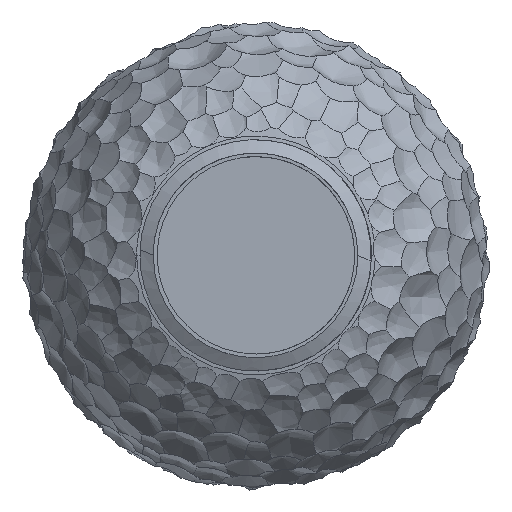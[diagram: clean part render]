
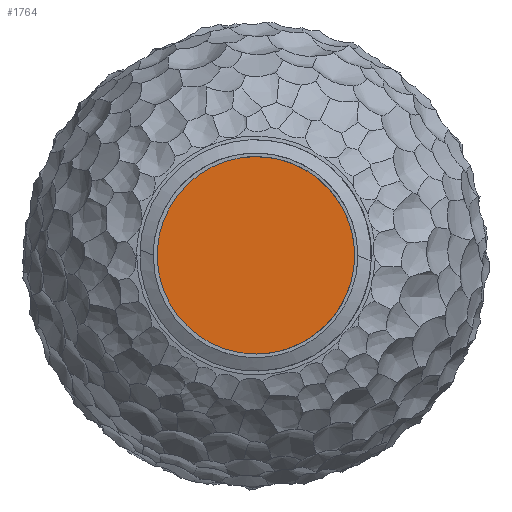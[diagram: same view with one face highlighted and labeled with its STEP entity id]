
A CAD part, top view. The second image highlights one B-rep face of the part: STEP entity #1764.
In plain terms, the highlighted planar face has unit normal (0, 0, 1).
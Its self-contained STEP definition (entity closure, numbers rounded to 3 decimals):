
#25=PLANE('',#12979);
#1764=ADVANCED_FACE('',(#2185),#25,.T.);
#2185=FACE_OUTER_BOUND('',#2607,.T.);
#2607=EDGE_LOOP('',(#5098));
#5098=ORIENTED_EDGE('',*,*,#7589,.F.);
#7589=EDGE_CURVE('',#12561,#12561,#7635,.T.);
#7635=(
BOUNDED_CURVE()
B_SPLINE_CURVE(2,(#64679,#64680,#64681,#64682,#64683,#64684,#64685,#64686,
#64687),.UNSPECIFIED.,.T.,.F.)
B_SPLINE_CURVE_WITH_KNOTS((3,2,2,2,3),(-201.062,-150.796,
-100.531,-50.265,0.),.UNSPECIFIED.)
CURVE()
GEOMETRIC_REPRESENTATION_ITEM()
RATIONAL_B_SPLINE_CURVE((1.,0.707,1.,0.707,1.,0.707,
1.,0.707,1.))
REPRESENTATION_ITEM('')
);
#12561=VERTEX_POINT('',#64678);
#12979=AXIS2_PLACEMENT_3D('',#64677,#12989,$);
#12989=DIRECTION('',(0.,0.,1.));
#64677=CARTESIAN_POINT('',(24.619,64.343,89.201));
#64678=CARTESIAN_POINT('',(100.01,-85.07,89.201));
#64679=CARTESIAN_POINT('',(100.01,-85.07,89.201));
#64680=CARTESIAN_POINT('',(25.167,-85.343,89.201));
#64681=CARTESIAN_POINT('',(24.893,-10.5,89.201));
#64682=CARTESIAN_POINT('',(24.619,64.343,89.201));
#64683=CARTESIAN_POINT('',(99.463,64.617,89.201));
#64684=CARTESIAN_POINT('',(174.306,64.89,89.201));
#64685=CARTESIAN_POINT('',(174.58,-9.953,89.201));
#64686=CARTESIAN_POINT('',(174.853,-84.796,89.201));
#64687=CARTESIAN_POINT('',(100.01,-85.07,89.201));
